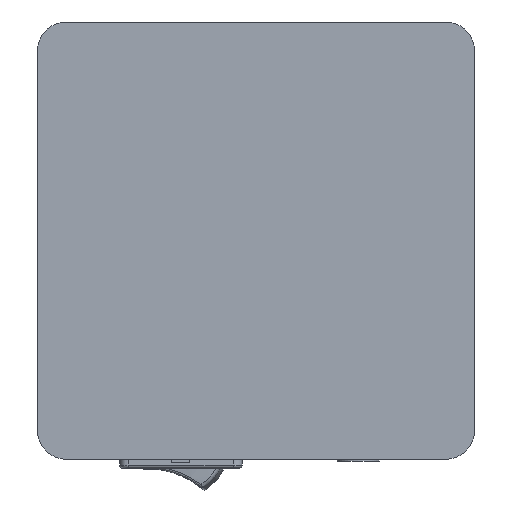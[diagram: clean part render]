
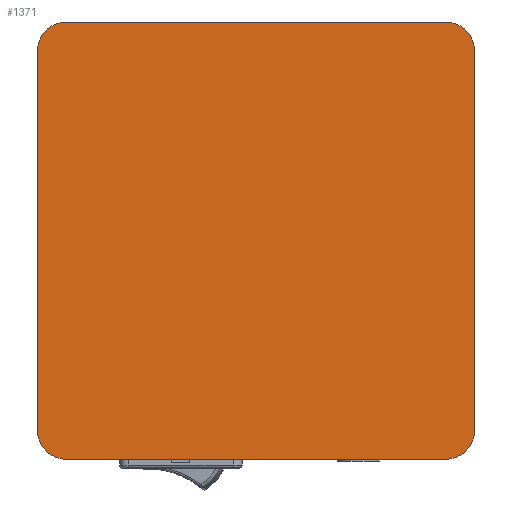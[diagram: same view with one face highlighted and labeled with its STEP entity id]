
A CAD part, front view. The second image highlights one B-rep face of the part: STEP entity #1371.
In plain terms, the highlighted planar face has unit normal (0, -1, 0).
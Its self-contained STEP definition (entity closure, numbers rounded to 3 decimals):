
#2=DIRECTION('',(0.,0.,1.));
#3=VECTOR('',#2,65.);
#4=CARTESIAN_POINT('',(0.,-10.5,-29.));
#5=LINE('',#4,#3);
#6=CARTESIAN_POINT('',(5.,-10.5,36.));
#7=DIRECTION('',(0.,1.,0.));
#8=DIRECTION('',(-1.,0.,0.));
#9=AXIS2_PLACEMENT_3D('',#6,#7,#8);
#11=DIRECTION('',(1.,0.,0.));
#12=VECTOR('',#11,65.);
#13=CARTESIAN_POINT('',(5.,-10.5,41.));
#14=LINE('',#13,#12);
#15=CARTESIAN_POINT('',(70.,-10.5,36.));
#16=DIRECTION('',(0.,1.,0.));
#17=DIRECTION('',(0.,0.,1.));
#18=AXIS2_PLACEMENT_3D('',#15,#16,#17);
#20=DIRECTION('',(0.,0.,-1.));
#21=VECTOR('',#20,65.);
#22=CARTESIAN_POINT('',(75.,-10.5,36.));
#23=LINE('',#22,#21);
#24=CARTESIAN_POINT('',(70.,-10.5,-29.));
#25=DIRECTION('',(0.,1.,0.));
#26=DIRECTION('',(1.,0.,0.));
#27=AXIS2_PLACEMENT_3D('',#24,#25,#26);
#29=DIRECTION('',(-1.,0.,0.));
#30=VECTOR('',#29,65.);
#31=CARTESIAN_POINT('',(70.,-10.5,-34.));
#32=LINE('',#31,#30);
#33=CARTESIAN_POINT('',(5.,-10.5,-29.));
#34=DIRECTION('',(0.,1.,0.));
#35=DIRECTION('',(0.,0.,-1.));
#36=AXIS2_PLACEMENT_3D('',#33,#34,#35);
#1032=CARTESIAN_POINT('',(0.,-10.5,-29.));
#1033=CARTESIAN_POINT('',(0.,-10.5,36.));
#1034=VERTEX_POINT('',#1032);
#1035=VERTEX_POINT('',#1033);
#1036=CARTESIAN_POINT('',(5.,-10.5,41.));
#1037=VERTEX_POINT('',#1036);
#1038=CARTESIAN_POINT('',(70.,-10.5,41.));
#1039=VERTEX_POINT('',#1038);
#1040=CARTESIAN_POINT('',(75.,-10.5,36.));
#1041=VERTEX_POINT('',#1040);
#1042=CARTESIAN_POINT('',(75.,-10.5,-29.));
#1043=VERTEX_POINT('',#1042);
#1044=CARTESIAN_POINT('',(70.,-10.5,-34.));
#1045=VERTEX_POINT('',#1044);
#1046=CARTESIAN_POINT('',(5.,-10.5,-34.));
#1047=VERTEX_POINT('',#1046);
#1348=CARTESIAN_POINT('',(0.,-10.5,0.));
#1349=DIRECTION('',(0.,1.,0.));
#1350=DIRECTION('',(1.,0.,0.));
#1351=AXIS2_PLACEMENT_3D('',#1348,#1349,#1350);
#1352=PLANE('',#1351);
#1354=ORIENTED_EDGE('',*,*,#1353,.T.);
#1356=ORIENTED_EDGE('',*,*,#1355,.T.);
#1358=ORIENTED_EDGE('',*,*,#1357,.T.);
#1360=ORIENTED_EDGE('',*,*,#1359,.T.);
#1362=ORIENTED_EDGE('',*,*,#1361,.T.);
#1364=ORIENTED_EDGE('',*,*,#1363,.T.);
#1366=ORIENTED_EDGE('',*,*,#1365,.T.);
#1368=ORIENTED_EDGE('',*,*,#1367,.T.);
#1369=EDGE_LOOP('',(#1354,#1356,#1358,#1360,#1362,#1364,#1366,#1368));
#1370=FACE_OUTER_BOUND('',#1369,.F.);
#1371=ADVANCED_FACE('',(#1370),#1352,.F.);
#10=CIRCLE('',#9,5.);
#19=CIRCLE('',#18,5.);
#28=CIRCLE('',#27,5.);
#37=CIRCLE('',#36,5.);
#1353=EDGE_CURVE('',#1034,#1035,#5,.T.);
#1355=EDGE_CURVE('',#1035,#1037,#10,.T.);
#1357=EDGE_CURVE('',#1037,#1039,#14,.T.);
#1359=EDGE_CURVE('',#1039,#1041,#19,.T.);
#1361=EDGE_CURVE('',#1041,#1043,#23,.T.);
#1363=EDGE_CURVE('',#1043,#1045,#28,.T.);
#1365=EDGE_CURVE('',#1045,#1047,#32,.T.);
#1367=EDGE_CURVE('',#1047,#1034,#37,.T.);
